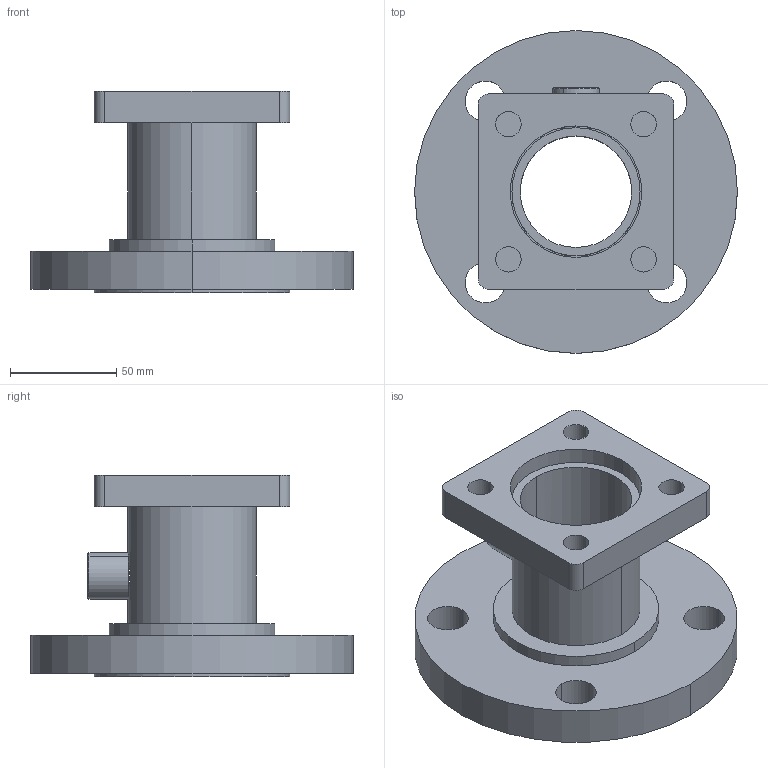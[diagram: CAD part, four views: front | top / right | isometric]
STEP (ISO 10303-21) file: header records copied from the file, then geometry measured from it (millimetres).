
FILE_DESCRIPTION (( 'STEP AP203' ), '1' );
FILE_NAME ('3996-55_REV_.step', '2026-03-04T03:15:13', ( '' ), ( '' ), 'SwSTEP 2.0', 'SolidWorks 2025', '' );
FILE_SCHEMA (( 'CONFIG_CONTROL_DESIGN' ));
Length unit declared in the file: millimetre
Products named in the file (5): 3996-55_REV_; 3996-55-10_MACHINED; 3996-55-11_Default<As Machined>; OEM-10-3000-316L; OEM-50-150-SO-316L
Assembly tree (4 placements, depth 2):
  3996-55_REV_
    3996-55-10_MACHINED
    3996-55-11_Default<As Machined>
    OEM-50-150-SO-316L
    OEM-10-3000-316L
Bounding box: 152 x 152 x 95 mm (x, y, z)
Volume: 403687.6 mm3; surface area: 100721.8 mm2
Topology: 4 solids, 4 shells, 56 faces, 142 edges, 94 vertices
Faces by surface type: cylinder 40, plane 14, cone 2
Entity records: 2466 total; most frequent: CARTESIAN_POINT 478, DIRECTION 338, ORIENTED_EDGE 284, EDGE_CURVE 142, AXIS2_PLACEMENT_3D 141, VERTEX_POINT 94, EDGE_LOOP 82, CIRCLE 78
